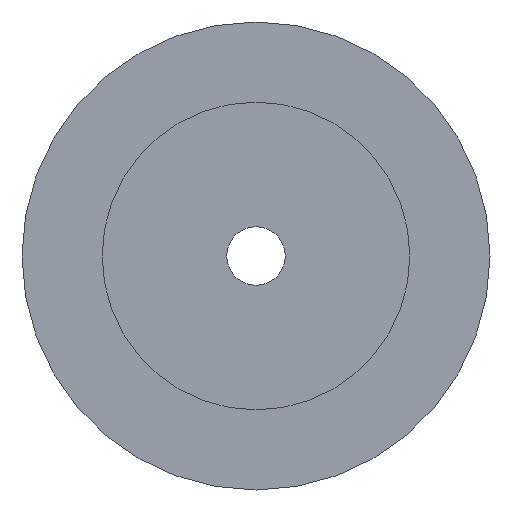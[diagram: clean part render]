
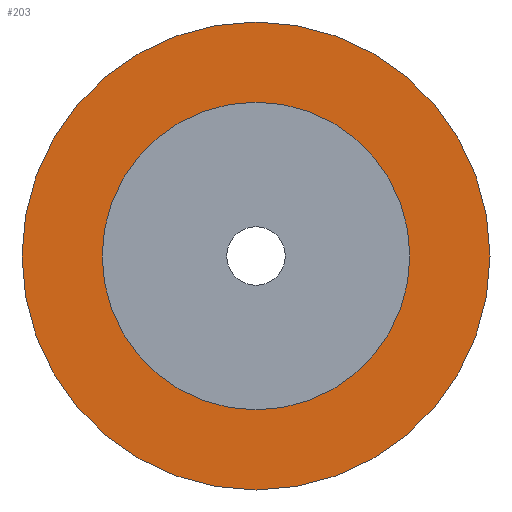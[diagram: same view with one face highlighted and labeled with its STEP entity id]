
A CAD part, front view. The second image highlights one B-rep face of the part: STEP entity #203.
In plain terms, the highlighted planar face has unit normal (0, -1, 0).
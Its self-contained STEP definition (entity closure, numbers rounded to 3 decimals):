
#6 = CARTESIAN_POINT ( 'NONE',  ( 0., 0., 0. ) ) ;
#35 = EDGE_CURVE ( 'NONE', #184, #565, #601, .T. ) ;
#39 = CARTESIAN_POINT ( 'NONE',  ( 0., 0., 0. ) ) ;
#60 = DIRECTION ( 'NONE',  ( 0., 0., -1. ) ) ;
#76 = AXIS2_PLACEMENT_3D ( 'NONE', #605, #459, #544 ) ;
#78 = DIRECTION ( 'NONE',  ( 0., -1., 0. ) ) ;
#82 = CIRCLE ( 'NONE', #483, 20. ) ;
#97 = PLANE ( 'NONE',  #76 ) ;
#98 = ORIENTED_EDGE ( 'NONE', *, *, #209, .T. ) ;
#126 = CARTESIAN_POINT ( 'NONE',  ( 0., 0., -20. ) ) ;
#128 = VERTEX_POINT ( 'NONE', #126 ) ;
#130 = AXIS2_PLACEMENT_3D ( 'NONE', #474, #78, #423 ) ;
#135 = ORIENTED_EDGE ( 'NONE', *, *, #450, .F. ) ;
#136 = AXIS2_PLACEMENT_3D ( 'NONE', #6, #411, #60 ) ;
#141 = DIRECTION ( 'NONE',  ( 0., 0., -1. ) ) ;
#152 = ORIENTED_EDGE ( 'NONE', *, *, #35, .F. ) ;
#182 = ORIENTED_EDGE ( 'NONE', *, *, #274, .T. ) ;
#184 = VERTEX_POINT ( 'NONE', #347 ) ;
#199 = CARTESIAN_POINT ( 'NONE',  ( 0., 0., 0. ) ) ;
#203 = ADVANCED_FACE ( 'NONE', ( #387, #701 ), #97, .T. ) ;
#209 = EDGE_CURVE ( 'NONE', #128, #447, #82, .T. ) ;
#274 = EDGE_CURVE ( 'NONE', #447, #128, #620, .T. ) ;
#286 = CARTESIAN_POINT ( 'NONE',  ( 0., 0., 20. ) ) ;
#324 = CARTESIAN_POINT ( 'NONE',  ( 0., 0., 13.15 ) ) ;
#347 = CARTESIAN_POINT ( 'NONE',  ( 0., 0., -13.15 ) ) ;
#387 = FACE_OUTER_BOUND ( 'NONE', #559, .T. ) ;
#390 = DIRECTION ( 'NONE',  ( 0., -1., 0. ) ) ;
#399 = CIRCLE ( 'NONE', #136, 13.15 ) ;
#411 = DIRECTION ( 'NONE',  ( 0., -1., 0. ) ) ;
#423 = DIRECTION ( 'NONE',  ( 0., 0., -1. ) ) ;
#429 = AXIS2_PLACEMENT_3D ( 'NONE', #39, #390, #659 ) ;
#447 = VERTEX_POINT ( 'NONE', #286 ) ;
#450 = EDGE_CURVE ( 'NONE', #565, #184, #399, .T. ) ;
#459 = DIRECTION ( 'NONE',  ( 0., -1., 0. ) ) ;
#474 = CARTESIAN_POINT ( 'NONE',  ( 0., 0., 0. ) ) ;
#483 = AXIS2_PLACEMENT_3D ( 'NONE', #199, #533, #141 ) ;
#533 = DIRECTION ( 'NONE',  ( 0., -1., 0. ) ) ;
#544 = DIRECTION ( 'NONE',  ( 0., 0., -1. ) ) ;
#559 = EDGE_LOOP ( 'NONE', ( #98, #182 ) ) ;
#565 = VERTEX_POINT ( 'NONE', #324 ) ;
#601 = CIRCLE ( 'NONE', #130, 13.15 ) ;
#605 = CARTESIAN_POINT ( 'NONE',  ( 13.15, 0., 0. ) ) ;
#620 = CIRCLE ( 'NONE', #429, 20. ) ;
#643 = EDGE_LOOP ( 'NONE', ( #152, #135 ) ) ;
#659 = DIRECTION ( 'NONE',  ( 0., 0., -1. ) ) ;
#701 = FACE_BOUND ( 'NONE', #643, .T. ) ;
